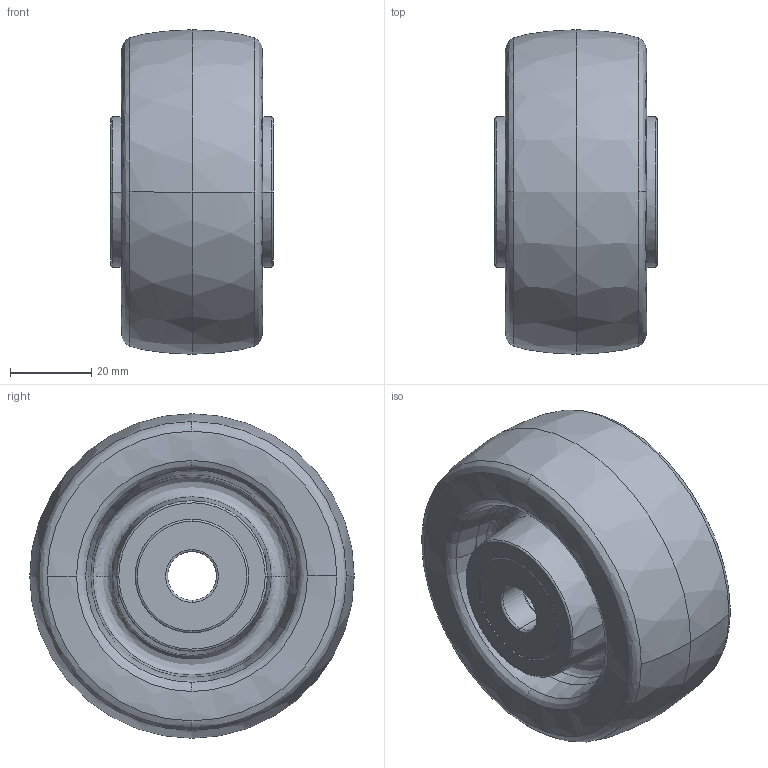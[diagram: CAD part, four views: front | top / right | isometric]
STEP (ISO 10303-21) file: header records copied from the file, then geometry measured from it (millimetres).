
FILE_DESCRIPTION (( 'STEP AP214' ), '1' );
FILE_NAME ('0015420.step', '2022-05-23T09:47:20', ( '' ), ( '' ), 'SwSTEP 2.0', 'SolidWorks 2020', '' );
FILE_SCHEMA (( 'AUTOMOTIVE_DESIGN' ));
Length unit declared in the file: millimetre
Products named in the file (1): 0015420
Bounding box: 40 x 80 x 80 mm (x, y, z)
Volume: 140600.4 mm3; surface area: 47678.9 mm2
Topology: 4 solids, 4 shells, 316 faces, 842 edges, 538 vertices
Faces by surface type: bspline 172, cone 64, plane 36, cylinder 28, torus 16
Entity records: 17680 total; most frequent: CARTESIAN_POINT 7366, ORIENTED_EDGE 1684, DIRECTION 1151, EDGE_CURVE 842, VERTEX_POINT 538, AXIS2_PLACEMENT_3D 523, CIRCLE 378, EDGE_LOOP 328
